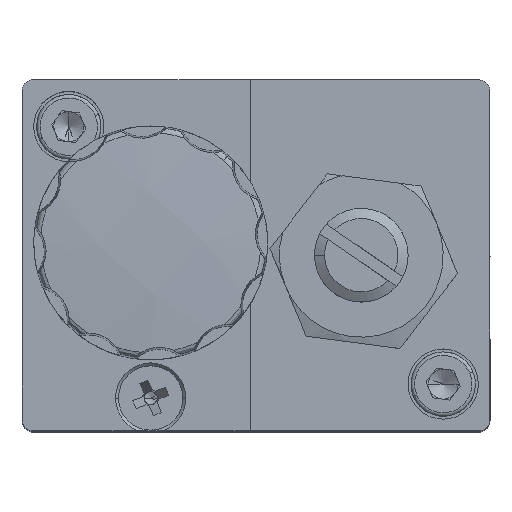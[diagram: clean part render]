
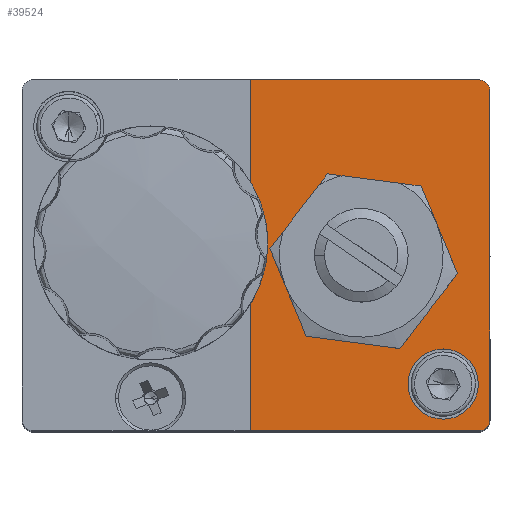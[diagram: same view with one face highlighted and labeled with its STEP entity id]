
A CAD part, top view. The second image highlights one B-rep face of the part: STEP entity #39524.
In plain terms, the highlighted planar face has unit normal (0, 0, 1).
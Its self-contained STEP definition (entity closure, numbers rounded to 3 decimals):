
#713 = FACE_BOUND ( 'NONE', #23083, .T. ) ;
#1307 = CARTESIAN_POINT ( 'NONE',  ( 36., 4., 55.5 ) ) ;
#1686 = DIRECTION ( 'NONE',  ( 0., 0., 1. ) ) ;
#1836 = DIRECTION ( 'NONE',  ( -1., 0., 0. ) ) ;
#2181 = DIRECTION ( 'NONE',  ( 0., 0., 1. ) ) ;
#2349 = AXIS2_PLACEMENT_3D ( 'NONE', #23904, #1686, #27629 ) ;
#2386 = CARTESIAN_POINT ( 'NONE',  ( 39., 4., 55.5 ) ) ;
#3122 = ORIENTED_EDGE ( 'NONE', *, *, #18229, .F. ) ;
#3683 = CARTESIAN_POINT ( 'NONE',  ( 39., 0., 55.5 ) ) ;
#4122 = CARTESIAN_POINT ( 'NONE',  ( 36., 15., 55.5 ) ) ;
#4136 = VECTOR ( 'NONE', #4572, 1000. ) ;
#4572 = DIRECTION ( 'NONE',  ( -0.991, 0.13, 0. ) ) ;
#4682 = AXIS2_PLACEMENT_3D ( 'NONE', #7901, #33886, #11607 ) ;
#5074 = DIRECTION ( 'NONE',  ( 1., 0., 0. ) ) ;
#5237 = ORIENTED_EDGE ( 'NONE', *, *, #25372, .F. ) ;
#5426 = PLANE ( 'NONE',  #14466 ) ;
#5601 = VERTEX_POINT ( 'NONE', #18298 ) ;
#5624 = ORIENTED_EDGE ( 'NONE', *, *, #29954, .F. ) ;
#5907 = DIRECTION ( 'NONE',  ( 0., 0., -1. ) ) ;
#6066 = DIRECTION ( 'NONE',  ( 0., 1., 0. ) ) ;
#6181 = EDGE_CURVE ( 'NONE', #33062, #47591, #13971, .T. ) ;
#6891 = VERTEX_POINT ( 'NONE', #21360 ) ;
#7901 = CARTESIAN_POINT ( 'NONE',  ( 39., 1., 55.5 ) ) ;
#8335 = EDGE_CURVE ( 'NONE', #33847, #13367, #28681, .T. ) ;
#9378 = FACE_BOUND ( 'NONE', #31228, .T. ) ;
#9380 = EDGE_CURVE ( 'NONE', #39289, #6891, #16305, .T. ) ;
#10453 = VERTEX_POINT ( 'NONE', #11631 ) ;
#10503 = DIRECTION ( 'NONE',  ( 0., -1., 0. ) ) ;
#11073 = CARTESIAN_POINT ( 'NONE',  ( 36., 4., 55.5 ) ) ;
#11094 = CARTESIAN_POINT ( 'NONE',  ( 29., 15., 55.5 ) ) ;
#11607 = DIRECTION ( 'NONE',  ( 1., 0., 0. ) ) ;
#11631 = CARTESIAN_POINT ( 'NONE',  ( 39., 30., 55.5 ) ) ;
#11871 = CARTESIAN_POINT ( 'NONE',  ( 22.534, 12.319, 55.5 ) ) ;
#12946 = AXIS2_PLACEMENT_3D ( 'NONE', #28104, #5907, #31846 ) ;
#13367 = VERTEX_POINT ( 'NONE', #3683 ) ;
#13769 = EDGE_LOOP ( 'NONE', ( #16889, #14186, #24323, #5624, #23261, #42569 ) ) ;
#13811 = VERTEX_POINT ( 'NONE', #11871 ) ;
#13971 = LINE ( 'NONE', #15702, #4136 ) ;
#14186 = ORIENTED_EDGE ( 'NONE', *, *, #15149, .T. ) ;
#14466 = AXIS2_PLACEMENT_3D ( 'NONE', #46359, #24066, #1836 ) ;
#14797 = DIRECTION ( 'NONE',  ( 1., 0., 0. ) ) ;
#14822 = DIRECTION ( 'NONE',  ( 1., 0., 0. ) ) ;
#14917 = AXIS2_PLACEMENT_3D ( 'NONE', #42598, #20289, #46346 ) ;
#15149 = EDGE_CURVE ( 'NONE', #10453, #24048, #38757, .T. ) ;
#15154 = VERTEX_POINT ( 'NONE', #18988 ) ;
#15444 = VECTOR ( 'NONE', #46840, 1000. ) ;
#15702 = CARTESIAN_POINT ( 'NONE',  ( 32.347, 21.148, 55.5 ) ) ;
#16305 = CIRCLE ( 'NONE', #14917, 7. ) ;
#16843 = CIRCLE ( 'NONE', #30444, 7. ) ;
#16889 = ORIENTED_EDGE ( 'NONE', *, *, #22766, .F. ) ;
#17363 = EDGE_CURVE ( 'NONE', #35167, #18178, #32610, .T. ) ;
#17421 = DIRECTION ( 'NONE',  ( 0., 0., 1. ) ) ;
#17429 = AXIS2_PLACEMENT_3D ( 'NONE', #11094, #37111, #14822 ) ;
#17989 = CARTESIAN_POINT ( 'NONE',  ( 40., 0., 55.5 ) ) ;
#18178 = VERTEX_POINT ( 'NONE', #18248 ) ;
#18221 = CARTESIAN_POINT ( 'NONE',  ( 25.35, 20.973, 55.5 ) ) ;
#18229 = EDGE_CURVE ( 'NONE', #27234, #15154, #24381, .T. ) ;
#18248 = CARTESIAN_POINT ( 'NONE',  ( 22.284, 16.975, 55.5 ) ) ;
#18298 = CARTESIAN_POINT ( 'NONE',  ( 40., 29., 55.5 ) ) ;
#18988 = CARTESIAN_POINT ( 'NONE',  ( 33., 4., 55.5 ) ) ;
#20289 = DIRECTION ( 'NONE',  ( 0., 0., 1. ) ) ;
#20777 = CARTESIAN_POINT ( 'NONE',  ( 40., 0., 55.5 ) ) ;
#21360 = CARTESIAN_POINT ( 'NONE',  ( 35.466, 17.681, 55.5 ) ) ;
#22703 = DIRECTION ( 'NONE',  ( -1., 0., 0. ) ) ;
#22766 = EDGE_CURVE ( 'NONE', #10453, #5601, #29849, .T. ) ;
#23083 = EDGE_LOOP ( 'NONE', ( #23683, #44013, #30118, #5237, #29682, #42506, #30508 ) ) ;
#23261 = ORIENTED_EDGE ( 'NONE', *, *, #8335, .F. ) ;
#23503 = EDGE_CURVE ( 'NONE', #5601, #33847, #33828, .T. ) ;
#23683 = ORIENTED_EDGE ( 'NONE', *, *, #6181, .F. ) ;
#23904 = CARTESIAN_POINT ( 'NONE',  ( 29., 15., 55.5 ) ) ;
#24048 = VERTEX_POINT ( 'NONE', #36624 ) ;
#24066 = DIRECTION ( 'NONE',  ( 0., 0., -1. ) ) ;
#24146 = ORIENTED_EDGE ( 'NONE', *, *, #43283, .F. ) ;
#24323 = ORIENTED_EDGE ( 'NONE', *, *, #43029, .F. ) ;
#24381 = CIRCLE ( 'NONE', #37004, 3. ) ;
#24408 = CARTESIAN_POINT ( 'NONE',  ( 29., 15., 55.5 ) ) ;
#24453 = EDGE_CURVE ( 'NONE', #6891, #33062, #16843, .T. ) ;
#25372 = EDGE_CURVE ( 'NONE', #13811, #39289, #41368, .T. ) ;
#25679 = VERTEX_POINT ( 'NONE', #40502 ) ;
#27234 = VERTEX_POINT ( 'NONE', #2386 ) ;
#27248 = DIRECTION ( 'NONE',  ( 0., 0., 1. ) ) ;
#27398 = CARTESIAN_POINT ( 'NONE',  ( 25.35, 20.973, 55.5 ) ) ;
#27629 = DIRECTION ( 'NONE',  ( 1., 0., 0. ) ) ;
#27666 = EDGE_CURVE ( 'NONE', #18178, #13811, #28233, .T. ) ;
#28104 = CARTESIAN_POINT ( 'NONE',  ( 39., 29., 55.5 ) ) ;
#28114 = DIRECTION ( 'NONE',  ( 1., 0., 0. ) ) ;
#28233 = CIRCLE ( 'NONE', #2349, 7. ) ;
#28681 = CIRCLE ( 'NONE', #4682, 1. ) ;
#29001 = AXIS2_PLACEMENT_3D ( 'NONE', #1307, #27248, #5074 ) ;
#29682 = ORIENTED_EDGE ( 'NONE', *, *, #27666, .F. ) ;
#29849 = CIRCLE ( 'NONE', #12946, 1. ) ;
#29954 = EDGE_CURVE ( 'NONE', #13367, #25679, #35241, .T. ) ;
#30118 = ORIENTED_EDGE ( 'NONE', *, *, #9380, .F. ) ;
#30444 = AXIS2_PLACEMENT_3D ( 'NONE', #24408, #2181, #28114 ) ;
#30508 = ORIENTED_EDGE ( 'NONE', *, *, #39036, .F. ) ;
#30527 = CIRCLE ( 'NONE', #29001, 3. ) ;
#31129 = DIRECTION ( 'NONE',  ( -0.608, -0.794, 0. ) ) ;
#31228 = EDGE_LOOP ( 'NONE', ( #3122, #24146 ) ) ;
#31418 = VECTOR ( 'NONE', #31129, 1000. ) ;
#31846 = DIRECTION ( 'NONE',  ( 1., 0., 0. ) ) ;
#32610 = LINE ( 'NONE', #27398, #31418 ) ;
#33062 = VERTEX_POINT ( 'NONE', #34793 ) ;
#33828 = LINE ( 'NONE', #17989, #42590 ) ;
#33847 = VERTEX_POINT ( 'NONE', #43565 ) ;
#33886 = DIRECTION ( 'NONE',  ( 0., 0., -1. ) ) ;
#34793 = CARTESIAN_POINT ( 'NONE',  ( 32.347, 21.148, 55.5 ) ) ;
#35167 = VERTEX_POINT ( 'NONE', #18221 ) ;
#35241 = LINE ( 'NONE', #20777, #15444 ) ;
#36624 = CARTESIAN_POINT ( 'NONE',  ( 19.5, 30., 55.5 ) ) ;
#37004 = AXIS2_PLACEMENT_3D ( 'NONE', #11073, #37082, #14797 ) ;
#37082 = DIRECTION ( 'NONE',  ( 0., 0., 1. ) ) ;
#37111 = DIRECTION ( 'NONE',  ( 0., 0., 1. ) ) ;
#37928 = CIRCLE ( 'NONE', #39692, 7. ) ;
#38171 = VECTOR ( 'NONE', #6066, 1000. ) ;
#38757 = LINE ( 'NONE', #45051, #41069 ) ;
#39036 = EDGE_CURVE ( 'NONE', #47591, #35167, #37928, .T. ) ;
#39289 = VERTEX_POINT ( 'NONE', #4122 ) ;
#39524 = ADVANCED_FACE ( 'NONE', ( #47826, #9378, #713 ), #5426, .F. ) ;
#39692 = AXIS2_PLACEMENT_3D ( 'NONE', #39713, #17421, #43493 ) ;
#39713 = CARTESIAN_POINT ( 'NONE',  ( 29., 15., 55.5 ) ) ;
#40502 = CARTESIAN_POINT ( 'NONE',  ( 19.5, 0., 55.5 ) ) ;
#41069 = VECTOR ( 'NONE', #22703, 1000. ) ;
#41368 = CIRCLE ( 'NONE', #17429, 7. ) ;
#41401 = CARTESIAN_POINT ( 'NONE',  ( 27.352, 21.803, 55.5 ) ) ;
#42506 = ORIENTED_EDGE ( 'NONE', *, *, #17363, .F. ) ;
#42569 = ORIENTED_EDGE ( 'NONE', *, *, #23503, .F. ) ;
#42590 = VECTOR ( 'NONE', #10503, 1000. ) ;
#42598 = CARTESIAN_POINT ( 'NONE',  ( 29., 15., 55.5 ) ) ;
#43029 = EDGE_CURVE ( 'NONE', #25679, #24048, #48106, .T. ) ;
#43121 = CARTESIAN_POINT ( 'NONE',  ( 19.5, 0., 55.5 ) ) ;
#43283 = EDGE_CURVE ( 'NONE', #15154, #27234, #30527, .T. ) ;
#43493 = DIRECTION ( 'NONE',  ( 1., 0., 0. ) ) ;
#43565 = CARTESIAN_POINT ( 'NONE',  ( 40., 1., 55.5 ) ) ;
#44013 = ORIENTED_EDGE ( 'NONE', *, *, #24453, .F. ) ;
#45051 = CARTESIAN_POINT ( 'NONE',  ( 0., 30., 55.5 ) ) ;
#46346 = DIRECTION ( 'NONE',  ( 1., 0., 0. ) ) ;
#46359 = CARTESIAN_POINT ( 'NONE',  ( 40., 0., 55.5 ) ) ;
#46840 = DIRECTION ( 'NONE',  ( -1., 0., 0. ) ) ;
#47591 = VERTEX_POINT ( 'NONE', #41401 ) ;
#47826 = FACE_OUTER_BOUND ( 'NONE', #13769, .T. ) ;
#48106 = LINE ( 'NONE', #43121, #38171 ) ;
